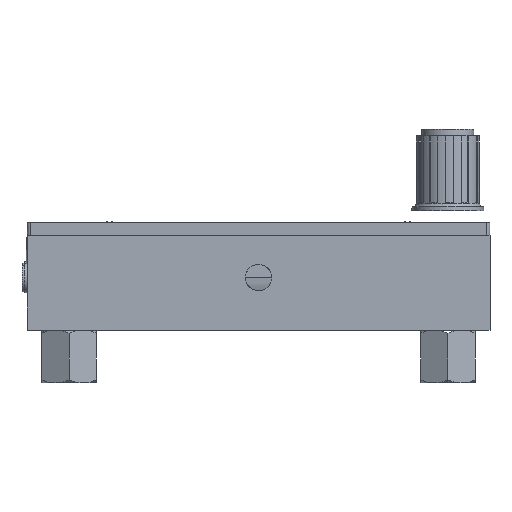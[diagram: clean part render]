
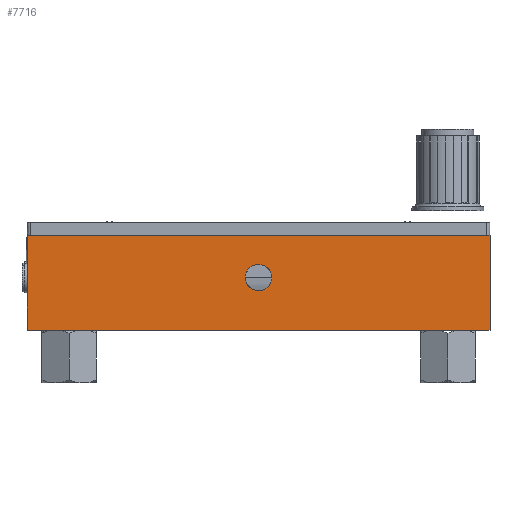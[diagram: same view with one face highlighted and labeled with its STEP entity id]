
A CAD part, left-side view. The second image highlights one B-rep face of the part: STEP entity #7716.
In plain terms, the highlighted planar face has unit normal (-1, 0, 0).
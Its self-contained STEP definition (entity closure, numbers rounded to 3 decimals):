
#85 = ORIENTED_EDGE ( 'NONE', *, *, #4046, .F. ) ;
#161 = CARTESIAN_POINT ( 'NONE',  ( -14.832, 1.763, 1.949 ) ) ;
#252 = FACE_OUTER_BOUND ( 'NONE', #2086, .T. ) ;
#266 = CARTESIAN_POINT ( 'NONE',  ( -14.832, -66.088, 1.656 ) ) ;
#325 = B_SPLINE_CURVE_WITH_KNOTS ( 'NONE', 3,
 ( #730, #14581, #12432, #11393, #9013, #5660, #7823, #11085, #13546, #6781, #4478, #12360, #6852, #4402, #13622, #1240, #13472, #8937 ),
 .UNSPECIFIED., .F., .F.,
 ( 4, 2, 2, 2, 2, 2, 2, 2, 4 ),
 ( 0., 0.125, 0.25, 0.375, 0.5, 0.625, 0.75, 0.875, 1. ),
 .UNSPECIFIED. ) ;
#730 = CARTESIAN_POINT ( 'NONE',  ( -14.832, 3.762, 2.45 ) ) ;
#813 = B_SPLINE_CURVE_WITH_KNOTS ( 'NONE', 3,
 ( #2508, #8294, #3687, #1346, #5837, #2726, #4868, #12823, #2660, #4725, #9268, #7176, #7250, #5766, #161, #13796, #4192, #10960 ),
 .UNSPECIFIED., .F., .F.,
 ( 4, 2, 2, 2, 2, 2, 2, 2, 4 ),
 ( 0., 0.125, 0.25, 0.375, 0.5, 0.625, 0.75, 0.875, 1. ),
 .UNSPECIFIED. ) ;
#822 = EDGE_CURVE ( 'NONE', #13791, #11212, #12541, .T. ) ;
#1224 = EDGE_CURVE ( 'NONE', #3379, #13791, #12172, .T. ) ;
#1240 = CARTESIAN_POINT ( 'NONE',  ( -14.832, 4.801, -5.384 ) ) ;
#1288 = CARTESIAN_POINT ( 'NONE',  ( -14.832, -19.522, 11.181 ) ) ;
#1346 = CARTESIAN_POINT ( 'NONE',  ( -14.832, 1.763, -4.986 ) ) ;
#1514 = CARTESIAN_POINT ( 'NONE',  ( -14.832, -66.088, -17.394 ) ) ;
#1760 = VERTEX_POINT ( 'NONE', #8479 ) ;
#1909 = AXIS2_PLACEMENT_3D ( 'NONE', #2189, #4399, #7744 ) ;
#2086 = EDGE_LOOP ( 'NONE', ( #7245, #85, #8382, #6971 ) ) ;
#2189 = CARTESIAN_POINT ( 'NONE',  ( -14.832, 73.612, -17.394 ) ) ;
#2438 = CARTESIAN_POINT ( 'NONE',  ( -14.832, 73.612, -17.394 ) ) ;
#2508 = CARTESIAN_POINT ( 'NONE',  ( -14.832, 3.762, -5.487 ) ) ;
#2660 = CARTESIAN_POINT ( 'NONE',  ( -14.832, -0.207, -2.038 ) ) ;
#2726 = CARTESIAN_POINT ( 'NONE',  ( -14.832, 0.588, -3.958 ) ) ;
#2940 = B_SPLINE_CURVE_WITH_KNOTS ( 'NONE', 3,
 ( #2438, #5979, #8002, #8291 ),
 .UNSPECIFIED., .F., .F.,
 ( 4, 4 ),
 ( 0., 1. ),
 .UNSPECIFIED. ) ;
#3379 = VERTEX_POINT ( 'NONE', #12427 ) ;
#3687 = CARTESIAN_POINT ( 'NONE',  ( -14.832, 2.723, -5.384 ) ) ;
#4046 = EDGE_CURVE ( 'NONE', #3379, #4674, #2940, .T. ) ;
#4192 = CARTESIAN_POINT ( 'NONE',  ( -14.832, 3.242, 2.45 ) ) ;
#4193 = CARTESIAN_POINT ( 'NONE',  ( -14.832, 27.045, -17.394 ) ) ;
#4250 = FACE_BOUND ( 'NONE', #14547, .T. ) ;
#4399 = DIRECTION ( 'NONE',  ( 1., 0., 0. ) ) ;
#4402 = CARTESIAN_POINT ( 'NONE',  ( -14.832, 6.201, -4.692 ) ) ;
#4478 = CARTESIAN_POINT ( 'NONE',  ( -14.832, 7.627, -2.557 ) ) ;
#4674 = VERTEX_POINT ( 'NONE', #10248 ) ;
#4725 = CARTESIAN_POINT ( 'NONE',  ( -14.832, -0.207, -0.999 ) ) ;
#4868 = CARTESIAN_POINT ( 'NONE',  ( -14.832, 0.294, -3.517 ) ) ;
#4877 = CARTESIAN_POINT ( 'NONE',  ( -14.832, 27.045, 11.181 ) ) ;
#4971 = CARTESIAN_POINT ( 'NONE',  ( -14.832, -66.088, -7.869 ) ) ;
#5018 = EDGE_CURVE ( 'NONE', #7311, #1760, #813, .T. ) ;
#5660 = CARTESIAN_POINT ( 'NONE',  ( -14.832, 6.935, 0.92 ) ) ;
#5766 = CARTESIAN_POINT ( 'NONE',  ( -14.832, 1.323, 1.655 ) ) ;
#5837 = CARTESIAN_POINT ( 'NONE',  ( -14.832, 1.323, -4.692 ) ) ;
#5979 = CARTESIAN_POINT ( 'NONE',  ( -14.832, 73.612, -7.869 ) ) ;
#6082 = CARTESIAN_POINT ( 'NONE',  ( -14.832, -66.088, 11.181 ) ) ;
#6781 = CARTESIAN_POINT ( 'NONE',  ( -14.832, 7.73, -2.038 ) ) ;
#6852 = CARTESIAN_POINT ( 'NONE',  ( -14.832, 6.935, -3.958 ) ) ;
#6971 = ORIENTED_EDGE ( 'NONE', *, *, #822, .T. ) ;
#7176 = CARTESIAN_POINT ( 'NONE',  ( -14.832, 0.294, 0.48 ) ) ;
#7186 = CARTESIAN_POINT ( 'NONE',  ( -14.832, -66.088, 11.181 ) ) ;
#7245 = ORIENTED_EDGE ( 'NONE', *, *, #9470, .F. ) ;
#7250 = CARTESIAN_POINT ( 'NONE',  ( -14.832, 0.588, 0.92 ) ) ;
#7311 = VERTEX_POINT ( 'NONE', #11635 ) ;
#7716 = ADVANCED_FACE ( 'NONE', ( #252, #4250 ), #12356, .F. ) ;
#7744 = DIRECTION ( 'NONE',  ( 0., 1., 0. ) ) ;
#7823 = CARTESIAN_POINT ( 'NONE',  ( -14.832, 7.23, 0.48 ) ) ;
#8002 = CARTESIAN_POINT ( 'NONE',  ( -14.832, 73.612, 1.656 ) ) ;
#8065 = B_SPLINE_CURVE_WITH_KNOTS ( 'NONE', 3,
 ( #10310, #4877, #1288, #7186 ),
 .UNSPECIFIED., .F., .F.,
 ( 4, 4 ),
 ( 0., 1. ),
 .UNSPECIFIED. ) ;
#8291 = CARTESIAN_POINT ( 'NONE',  ( -14.832, 73.612, 11.181 ) ) ;
#8294 = CARTESIAN_POINT ( 'NONE',  ( -14.832, 3.242, -5.487 ) ) ;
#8382 = ORIENTED_EDGE ( 'NONE', *, *, #1224, .T. ) ;
#8479 = CARTESIAN_POINT ( 'NONE',  ( -14.832, 3.762, 2.45 ) ) ;
#8750 = EDGE_CURVE ( 'NONE', #1760, #7311, #325, .T. ) ;
#8937 = CARTESIAN_POINT ( 'NONE',  ( -14.832, 3.762, -5.487 ) ) ;
#9013 = CARTESIAN_POINT ( 'NONE',  ( -14.832, 6.201, 1.655 ) ) ;
#9268 = CARTESIAN_POINT ( 'NONE',  ( -14.832, -0.104, -0.48 ) ) ;
#9470 = EDGE_CURVE ( 'NONE', #4674, #11212, #8065, .T. ) ;
#9761 = CARTESIAN_POINT ( 'NONE',  ( -14.832, -66.088, 11.181 ) ) ;
#9998 = CARTESIAN_POINT ( 'NONE',  ( -14.832, -66.088, -17.394 ) ) ;
#10248 = CARTESIAN_POINT ( 'NONE',  ( -14.832, 73.612, 11.181 ) ) ;
#10310 = CARTESIAN_POINT ( 'NONE',  ( -14.832, 73.612, 11.181 ) ) ;
#10432 = CARTESIAN_POINT ( 'NONE',  ( -14.832, -66.088, -17.394 ) ) ;
#10960 = CARTESIAN_POINT ( 'NONE',  ( -14.832, 3.762, 2.45 ) ) ;
#10961 = CARTESIAN_POINT ( 'NONE',  ( -14.832, 73.612, -17.394 ) ) ;
#11085 = CARTESIAN_POINT ( 'NONE',  ( -14.832, 7.627, -0.48 ) ) ;
#11103 = CARTESIAN_POINT ( 'NONE',  ( -14.832, -19.522, -17.394 ) ) ;
#11212 = VERTEX_POINT ( 'NONE', #9761 ) ;
#11229 = ORIENTED_EDGE ( 'NONE', *, *, #5018, .F. ) ;
#11393 = CARTESIAN_POINT ( 'NONE',  ( -14.832, 5.76, 1.949 ) ) ;
#11626 = ORIENTED_EDGE ( 'NONE', *, *, #8750, .F. ) ;
#11635 = CARTESIAN_POINT ( 'NONE',  ( -14.832, 3.762, -5.487 ) ) ;
#12172 = B_SPLINE_CURVE_WITH_KNOTS ( 'NONE', 3,
 ( #10961, #4193, #11103, #9998 ),
 .UNSPECIFIED., .F., .F.,
 ( 4, 4 ),
 ( 0., 1. ),
 .UNSPECIFIED. ) ;
#12356 = PLANE ( 'NONE',  #1909 ) ;
#12360 = CARTESIAN_POINT ( 'NONE',  ( -14.832, 7.23, -3.517 ) ) ;
#12427 = CARTESIAN_POINT ( 'NONE',  ( -14.832, 73.612, -17.394 ) ) ;
#12432 = CARTESIAN_POINT ( 'NONE',  ( -14.832, 4.801, 2.347 ) ) ;
#12541 = B_SPLINE_CURVE_WITH_KNOTS ( 'NONE', 3,
 ( #1514, #4971, #266, #6082 ),
 .UNSPECIFIED., .F., .F.,
 ( 4, 4 ),
 ( 0., 1. ),
 .UNSPECIFIED. ) ;
#12823 = CARTESIAN_POINT ( 'NONE',  ( -14.832, -0.104, -2.557 ) ) ;
#13472 = CARTESIAN_POINT ( 'NONE',  ( -14.832, 4.281, -5.487 ) ) ;
#13546 = CARTESIAN_POINT ( 'NONE',  ( -14.832, 7.73, -0.999 ) ) ;
#13622 = CARTESIAN_POINT ( 'NONE',  ( -14.832, 5.76, -4.986 ) ) ;
#13791 = VERTEX_POINT ( 'NONE', #10432 ) ;
#13796 = CARTESIAN_POINT ( 'NONE',  ( -14.832, 2.723, 2.347 ) ) ;
#14547 = EDGE_LOOP ( 'NONE', ( #11229, #11626 ) ) ;
#14581 = CARTESIAN_POINT ( 'NONE',  ( -14.832, 4.281, 2.45 ) ) ;
